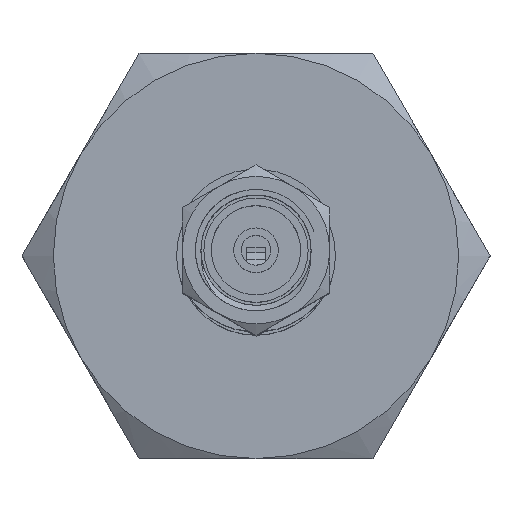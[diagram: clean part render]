
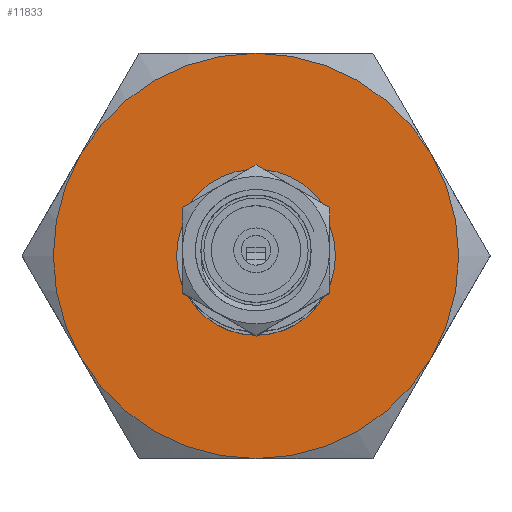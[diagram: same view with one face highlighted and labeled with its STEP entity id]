
A CAD part, top view. The second image highlights one B-rep face of the part: STEP entity #11833.
In plain terms, the highlighted face is planar.
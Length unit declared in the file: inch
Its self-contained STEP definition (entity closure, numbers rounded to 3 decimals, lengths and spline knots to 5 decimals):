
#1106 = DIRECTION ( 'NONE',  ( 0., 0., -1. ) ) ;
#1358 = DIRECTION ( 'NONE',  ( 0., 0., -1. ) ) ;
#1516 = CARTESIAN_POINT ( 'NONE',  ( 0.118, 0., 0. ) ) ;
#2993 = CARTESIAN_POINT ( 'NONE',  ( 0.118, 0., 0. ) ) ;
#3138 = EDGE_CURVE ( 'NONE', #25710, #28229, #8527, .T. ) ;
#3212 = CIRCLE ( 'NONE', #25431, 0.084 ) ;
#3269 = DIRECTION ( 'NONE',  ( 0., 0., 1. ) ) ;
#3554 = CARTESIAN_POINT ( 'NONE',  ( 0.118, 0., 0. ) ) ;
#3873 = DIRECTION ( 'NONE',  ( 1., 0., 0. ) ) ;
#4489 = DIRECTION ( 'NONE',  ( 1., 0., 0. ) ) ;
#4497 = ORIENTED_EDGE ( 'NONE', *, *, #3138, .F. ) ;
#5499 = VERTEX_POINT ( 'NONE', #15042 ) ;
#5585 = CARTESIAN_POINT ( 'NONE',  ( 0.118, 0., 0. ) ) ;
#5839 = PLANE ( 'NONE',  #8985 ) ;
#5937 = CARTESIAN_POINT ( 'NONE',  ( 0.118, 0., 0. ) ) ;
#6675 = CARTESIAN_POINT ( 'NONE',  ( 0.118, 0.18563, -0.10718 ) ) ;
#6926 = DIRECTION ( 'NONE',  ( 0., 0., -1. ) ) ;
#7117 = DIRECTION ( 'NONE',  ( 1., 0., 0. ) ) ;
#7652 = CARTESIAN_POINT ( 'NONE',  ( 0.118, -0.18563, -0.10718 ) ) ;
#7749 = DIRECTION ( 'NONE',  ( 1., 0., 0. ) ) ;
#8527 = CIRCLE ( 'NONE', #19968, 0.21435 ) ;
#8985 = AXIS2_PLACEMENT_3D ( 'NONE', #23835, #3873, #21770 ) ;
#9386 = EDGE_CURVE ( 'NONE', #28229, #28833, #20013, .T. ) ;
#9419 = VERTEX_POINT ( 'NONE', #14324 ) ;
#9582 = AXIS2_PLACEMENT_3D ( 'NONE', #3554, #23910, #16710 ) ;
#9636 = CIRCLE ( 'NONE', #11285, 0.21435 ) ;
#9889 = VERTEX_POINT ( 'NONE', #19796 ) ;
#10203 = VERTEX_POINT ( 'NONE', #28947 ) ;
#10266 = DIRECTION ( 'NONE',  ( 1., 0., 0. ) ) ;
#10335 = DIRECTION ( 'NONE',  ( 0., 0., 1. ) ) ;
#10798 = FACE_BOUND ( 'NONE', #27338, .T. ) ;
#11285 = AXIS2_PLACEMENT_3D ( 'NONE', #1516, #12392, #10335 ) ;
#11613 = ORIENTED_EDGE ( 'NONE', *, *, #17833, .F. ) ;
#11833 = ADVANCED_FACE ( 'NONE', ( #10798, #15679 ), #5839, .F. ) ;
#12338 = ORIENTED_EDGE ( 'NONE', *, *, #20503, .F. ) ;
#12392 = DIRECTION ( 'NONE',  ( -1., 0., 0. ) ) ;
#12546 = ORIENTED_EDGE ( 'NONE', *, *, #14212, .T. ) ;
#13617 = CARTESIAN_POINT ( 'NONE',  ( 0.118, 0., -0.084 ) ) ;
#14212 = EDGE_CURVE ( 'NONE', #10203, #5499, #9636, .T. ) ;
#14253 = AXIS2_PLACEMENT_3D ( 'NONE', #5937, #10266, #1358 ) ;
#14324 = CARTESIAN_POINT ( 'NONE',  ( 0.118, -0.18563, 0.10718 ) ) ;
#14759 = AXIS2_PLACEMENT_3D ( 'NONE', #2993, #7117, #25114 ) ;
#15042 = CARTESIAN_POINT ( 'NONE',  ( 0.118, 0.18563, 0.10718 ) ) ;
#15429 = AXIS2_PLACEMENT_3D ( 'NONE', #22736, #21242, #3269 ) ;
#15679 = FACE_OUTER_BOUND ( 'NONE', #26075, .T. ) ;
#16253 = EDGE_CURVE ( 'NONE', #10203, #9419, #26823, .T. ) ;
#16555 = CIRCLE ( 'NONE', #15429, 0.084 ) ;
#16710 = DIRECTION ( 'NONE',  ( 0., 0., -1. ) ) ;
#17165 = CARTESIAN_POINT ( 'NONE',  ( 0.118, 0., 0. ) ) ;
#17467 = EDGE_CURVE ( 'NONE', #9889, #28987, #3212, .T. ) ;
#17833 = EDGE_CURVE ( 'NONE', #28987, #9889, #16555, .T. ) ;
#18741 = ORIENTED_EDGE ( 'NONE', *, *, #16253, .F. ) ;
#18875 = CIRCLE ( 'NONE', #14253, 0.21435 ) ;
#19796 = CARTESIAN_POINT ( 'NONE',  ( 0.118, 0., 0.084 ) ) ;
#19968 = AXIS2_PLACEMENT_3D ( 'NONE', #22657, #4489, #6926 ) ;
#20013 = CIRCLE ( 'NONE', #24576, 0.21435 ) ;
#20503 = EDGE_CURVE ( 'NONE', #28833, #5499, #27735, .T. ) ;
#21242 = DIRECTION ( 'NONE',  ( -1., 0., 0. ) ) ;
#21770 = DIRECTION ( 'NONE',  ( 0., 0., -1. ) ) ;
#22060 = ORIENTED_EDGE ( 'NONE', *, *, #24231, .F. ) ;
#22657 = CARTESIAN_POINT ( 'NONE',  ( 0.118, 0., 0. ) ) ;
#22736 = CARTESIAN_POINT ( 'NONE',  ( 0.118, 0., 0. ) ) ;
#22907 = ORIENTED_EDGE ( 'NONE', *, *, #17467, .F. ) ;
#23623 = CARTESIAN_POINT ( 'NONE',  ( 0.118, 0., -0.21435 ) ) ;
#23835 = CARTESIAN_POINT ( 'NONE',  ( 0.118, 0.24751, 0. ) ) ;
#23910 = DIRECTION ( 'NONE',  ( 1., 0., 0. ) ) ;
#24156 = DIRECTION ( 'NONE',  ( 0., 0., 1. ) ) ;
#24231 = EDGE_CURVE ( 'NONE', #9419, #25710, #18875, .T. ) ;
#24272 = ORIENTED_EDGE ( 'NONE', *, *, #9386, .F. ) ;
#24576 = AXIS2_PLACEMENT_3D ( 'NONE', #5585, #7749, #1106 ) ;
#25114 = DIRECTION ( 'NONE',  ( 0., 0., -1. ) ) ;
#25431 = AXIS2_PLACEMENT_3D ( 'NONE', #17165, #28480, #24156 ) ;
#25710 = VERTEX_POINT ( 'NONE', #7652 ) ;
#26075 = EDGE_LOOP ( 'NONE', ( #24272, #4497, #22060, #18741, #12546, #12338 ) ) ;
#26823 = CIRCLE ( 'NONE', #9582, 0.21435 ) ;
#27338 = EDGE_LOOP ( 'NONE', ( #22907, #11613 ) ) ;
#27735 = CIRCLE ( 'NONE', #14759, 0.21435 ) ;
#28229 = VERTEX_POINT ( 'NONE', #23623 ) ;
#28480 = DIRECTION ( 'NONE',  ( -1., 0., 0. ) ) ;
#28833 = VERTEX_POINT ( 'NONE', #6675 ) ;
#28947 = CARTESIAN_POINT ( 'NONE',  ( 0.118, 0., 0.21435 ) ) ;
#28987 = VERTEX_POINT ( 'NONE', #13617 ) ;
